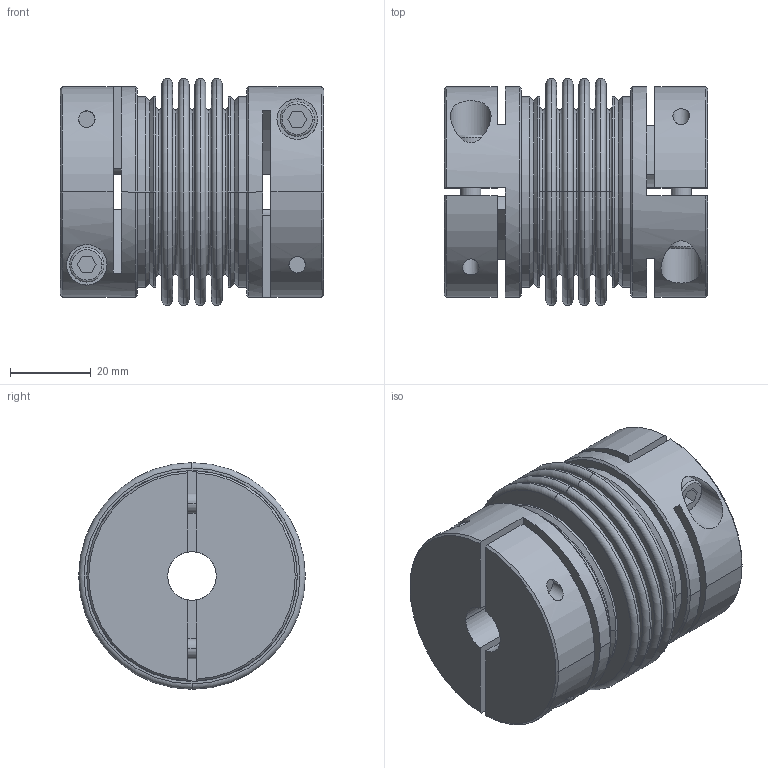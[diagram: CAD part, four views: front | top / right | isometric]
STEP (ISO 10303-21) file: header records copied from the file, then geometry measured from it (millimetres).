
FILE_DESCRIPTION(('STEP AP214'),'1');
FILE_NAME('ha-co_products_mkj-s-15_-_12h7_-_12h7.stp','2019-08-20T05:01:23',('TraceParts'),('TraceParts S.A.'),'Spatial InterOp 3D',' ',' ');
FILE_SCHEMA(('AUTOMOTIVE_DESIGN { 1 0 10303 214 1 1 1 1 }'));
Length unit declared in the file: millimetre
Products named in the file (1): ha-co_products_mkj-s-15_-_12h7_-_12h7
Bounding box: 65 x 56 x 56 mm (x, y, z)
Volume: 85416.8 mm3; surface area: 49404.3 mm2
Topology: 1 solids, 1 shells, 266 faces, 646 edges, 418 vertices
Faces by surface type: torus 84, plane 82, cylinder 72, cone 28
Entity records: 10604 total; most frequent: CARTESIAN_POINT 1867, DIRECTION 1558, ORIENTED_EDGE 1292, AXIS2_PLACEMENT_3D 677, EDGE_CURVE 646, VERTEX_POINT 418, CIRCLE 410, EDGE_LOOP 312
